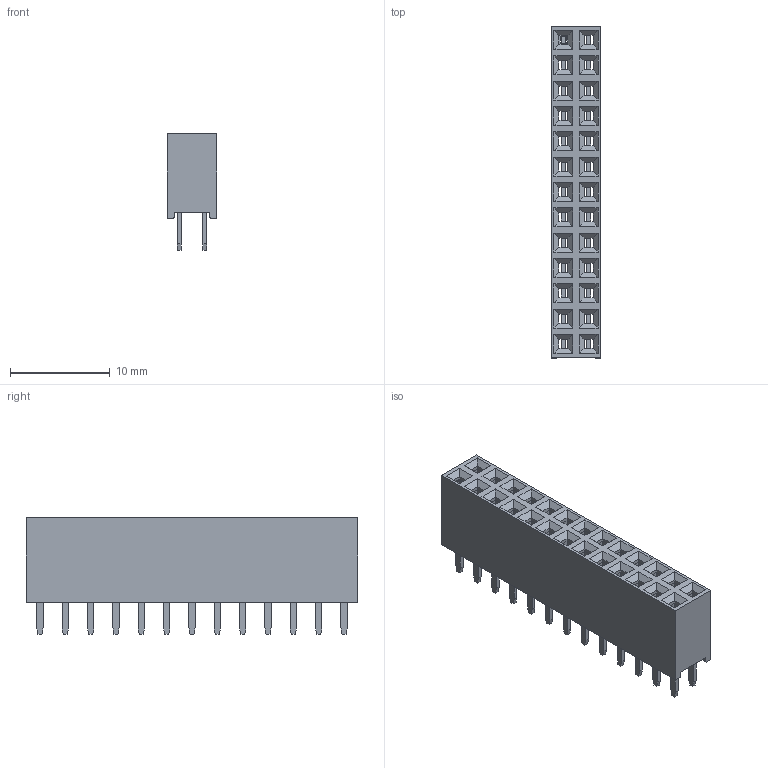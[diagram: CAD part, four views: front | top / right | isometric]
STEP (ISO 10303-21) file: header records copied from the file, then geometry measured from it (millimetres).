
FILE_DESCRIPTION(('FreeCAD Model'),'2;1');
FILE_NAME('female_header_a-bl254-dg-g26d.step', '2017-10-19T10:42:13',('kicad StepUp'),('ksu MCAD'), 'Open CASCADE STEP processor 6.8','FreeCAD','Unknown');
FILE_SCHEMA(('AUTOMOTIVE_DESIGN_CC2 { 1 2 10303 214 -1 1 5 4 }'));
Length unit declared in the file: millimetre
Products named in the file (1): female_header_a-bl254-dg-g26d
Bounding box: 5 x 33.27 x 11.7 mm (x, y, z)
Volume: 610.1 mm3; surface area: 2865.7 mm2
Topology: 1 solids, 1 shells, 806 faces, 2484 edges, 1656 vertices
Faces by surface type: plane 726, cylinder 80
Entity records: 33132 total; most frequent: ORIENTED_EDGE 4968, CARTESIAN_POINT 4947, DIRECTION 4258, EDGE_CURVE 2484, LINE 2324, VECTOR 2324, VERTEX_POINT 1656, AXIS2_PLACEMENT_3D 967
